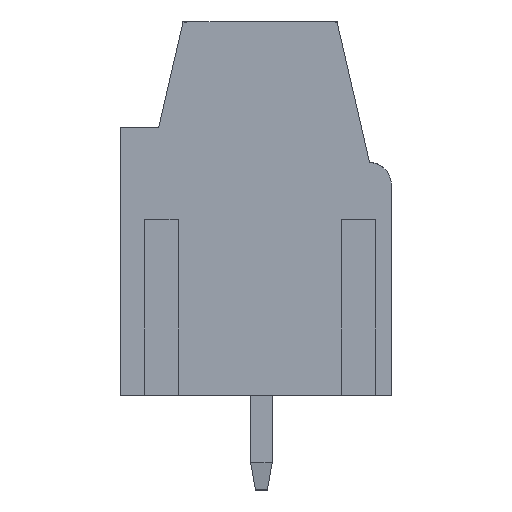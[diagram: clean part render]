
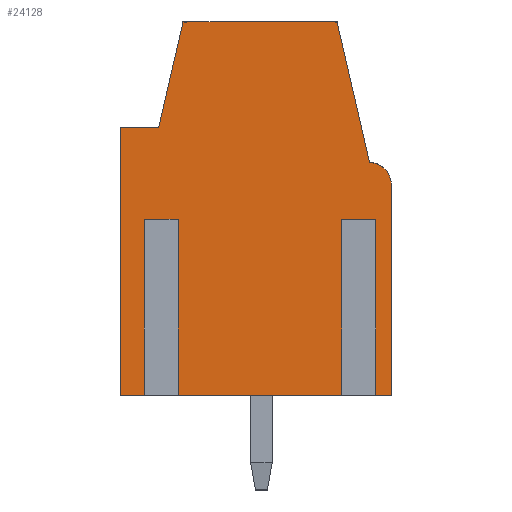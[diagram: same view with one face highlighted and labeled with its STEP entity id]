
A CAD part, left-side view. The second image highlights one B-rep face of the part: STEP entity #24128.
In plain terms, the highlighted planar face has unit normal (-1, 0, 0).
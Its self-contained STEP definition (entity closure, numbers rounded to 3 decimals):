
#24065=AXIS2_PLACEMENT_3D('Plane Axis2P3D',#24062,#24063,#24064) ;
#23097=CARTESIAN_POINT('Vertex',(0.55,0.,3.5)) ;
#23100=CARTESIAN_POINT('Line Origine',(0.55,0.447,3.5)) ;
#23104=CARTESIAN_POINT('Vertex',(0.55,0.894,3.5)) ;
#23125=CARTESIAN_POINT('Vertex',(0.55,1.506,3.5)) ;
#23128=CARTESIAN_POINT('Line Origine',(0.55,4.85,3.5)) ;
#23132=CARTESIAN_POINT('Vertex',(0.55,8.194,3.5)) ;
#23153=CARTESIAN_POINT('Vertex',(0.55,8.806,3.5)) ;
#23156=CARTESIAN_POINT('Line Origine',(0.55,9.403,3.5)) ;
#23160=CARTESIAN_POINT('Vertex',(0.55,10.,3.5)) ;
#23608=CARTESIAN_POINT('Line Origine',(0.55,10.,8.45)) ;
#23612=CARTESIAN_POINT('Vertex',(0.55,10.,13.4)) ;
#23755=CARTESIAN_POINT('Vertex',(0.55,8.6,13.4)) ;
#23758=CARTESIAN_POINT('Line Origine',(0.55,8.15,15.35)) ;
#23762=CARTESIAN_POINT('Vertex',(0.55,7.7,17.3)) ;
#23787=CARTESIAN_POINT('Line Origine',(0.55,4.85,17.3)) ;
#23791=CARTESIAN_POINT('Vertex',(0.55,2.001,17.3)) ;
#23848=CARTESIAN_POINT('Line Origine',(0.55,1.4,14.7)) ;
#23852=CARTESIAN_POINT('Vertex',(0.55,0.8,12.1)) ;
#23874=CARTESIAN_POINT('Control Point',(0.55,0.,11.3)) ;
#23875=CARTESIAN_POINT('Control Point',(0.55,0.,11.614)) ;
#23876=CARTESIAN_POINT('Control Point',(0.55,0.168,11.932)) ;
#23877=CARTESIAN_POINT('Control Point',(0.55,0.486,12.1)) ;
#23878=CARTESIAN_POINT('Control Point',(0.55,0.8,12.1)) ;
#23879=CARTESIAN_POINT('Vertex',(0.55,0.,11.3)) ;
#23900=CARTESIAN_POINT('Line Origine',(0.55,0.,7.4)) ;
#24062=CARTESIAN_POINT('Axis2P3D Location',(0.55,10.,0.)) ;
#24067=CARTESIAN_POINT('Line Origine',(0.55,1.506,6.75)) ;
#24071=CARTESIAN_POINT('Vertex',(0.55,1.506,10.)) ;
#24074=CARTESIAN_POINT('Line Origine',(0.55,1.2,10.)) ;
#24078=CARTESIAN_POINT('Vertex',(0.55,0.894,10.)) ;
#24081=CARTESIAN_POINT('Line Origine',(0.55,0.894,6.75)) ;
#24086=CARTESIAN_POINT('Line Origine',(0.55,9.3,13.4)) ;
#24091=CARTESIAN_POINT('Line Origine',(0.55,8.806,6.75)) ;
#24095=CARTESIAN_POINT('Vertex',(0.55,8.806,10.)) ;
#24098=CARTESIAN_POINT('Line Origine',(0.55,8.5,10.)) ;
#24102=CARTESIAN_POINT('Vertex',(0.55,8.194,10.)) ;
#24105=CARTESIAN_POINT('Line Origine',(0.55,8.194,6.75)) ;
#23101=DIRECTION('Vector Direction',(0.,-1.,0.)) ;
#23129=DIRECTION('Vector Direction',(0.,-1.,0.)) ;
#23157=DIRECTION('Vector Direction',(0.,-1.,0.)) ;
#23609=DIRECTION('Vector Direction',(0.,0.,-1.)) ;
#23759=DIRECTION('Vector Direction',(0.,0.225,-0.974)) ;
#23788=DIRECTION('Vector Direction',(0.,1.,0.)) ;
#23849=DIRECTION('Vector Direction',(0.,0.225,0.974)) ;
#23901=DIRECTION('Vector Direction',(0.,0.,1.)) ;
#24063=DIRECTION('Axis2P3D Direction',(-1.,0.,0.)) ;
#24064=DIRECTION('Axis2P3D XDirection',(0.,1.,0.)) ;
#24068=DIRECTION('Vector Direction',(0.,0.,1.)) ;
#24075=DIRECTION('Vector Direction',(0.,1.,0.)) ;
#24082=DIRECTION('Vector Direction',(0.,0.,1.)) ;
#24087=DIRECTION('Vector Direction',(0.,1.,0.)) ;
#24092=DIRECTION('Vector Direction',(0.,0.,1.)) ;
#24099=DIRECTION('Vector Direction',(0.,1.,0.)) ;
#24106=DIRECTION('Vector Direction',(0.,0.,1.)) ;
#23102=VECTOR('Line Direction',#23101,1.) ;
#23130=VECTOR('Line Direction',#23129,1.) ;
#23158=VECTOR('Line Direction',#23157,1.) ;
#23610=VECTOR('Line Direction',#23609,1.) ;
#23760=VECTOR('Line Direction',#23759,1.) ;
#23789=VECTOR('Line Direction',#23788,1.) ;
#23850=VECTOR('Line Direction',#23849,1.) ;
#23902=VECTOR('Line Direction',#23901,1.) ;
#24069=VECTOR('Line Direction',#24068,1.) ;
#24076=VECTOR('Line Direction',#24075,1.) ;
#24083=VECTOR('Line Direction',#24082,1.) ;
#24088=VECTOR('Line Direction',#24087,1.) ;
#24093=VECTOR('Line Direction',#24092,1.) ;
#24100=VECTOR('Line Direction',#24099,1.) ;
#24107=VECTOR('Line Direction',#24106,1.) ;
#24111=ORIENTED_EDGE('',*,*,#23134,.T.) ;
#24112=ORIENTED_EDGE('',*,*,#24073,.T.) ;
#24113=ORIENTED_EDGE('',*,*,#24080,.F.) ;
#24114=ORIENTED_EDGE('',*,*,#24085,.F.) ;
#24115=ORIENTED_EDGE('',*,*,#23106,.T.) ;
#24116=ORIENTED_EDGE('',*,*,#23904,.T.) ;
#24117=ORIENTED_EDGE('',*,*,#23881,.T.) ;
#24118=ORIENTED_EDGE('',*,*,#23854,.T.) ;
#24119=ORIENTED_EDGE('',*,*,#23793,.T.) ;
#24120=ORIENTED_EDGE('',*,*,#23764,.T.) ;
#24121=ORIENTED_EDGE('',*,*,#24090,.T.) ;
#24122=ORIENTED_EDGE('',*,*,#23614,.T.) ;
#24123=ORIENTED_EDGE('',*,*,#23162,.T.) ;
#24124=ORIENTED_EDGE('',*,*,#24097,.T.) ;
#24125=ORIENTED_EDGE('',*,*,#24104,.F.) ;
#24126=ORIENTED_EDGE('',*,*,#24109,.F.) ;
#24128=ADVANCED_FACE('2',(#24127),#24066,.T.) ;
#23873=B_SPLINE_CURVE_WITH_KNOTS('',4,(#23874,#23875,#23876,#23877,#23878),.UNSPECIFIED.,.F.,.U.,(5,5),(-0.628,0.628),.UNSPECIFIED.) ;
#23106=EDGE_CURVE('',#23105,#23098,#23103,.T.) ;
#23134=EDGE_CURVE('',#23133,#23126,#23131,.T.) ;
#23162=EDGE_CURVE('',#23161,#23154,#23159,.T.) ;
#23614=EDGE_CURVE('',#23613,#23161,#23611,.T.) ;
#23764=EDGE_CURVE('',#23763,#23756,#23761,.T.) ;
#23793=EDGE_CURVE('',#23792,#23763,#23790,.T.) ;
#23854=EDGE_CURVE('',#23853,#23792,#23851,.T.) ;
#23881=EDGE_CURVE('',#23880,#23853,#23873,.T.) ;
#23904=EDGE_CURVE('',#23098,#23880,#23903,.T.) ;
#24073=EDGE_CURVE('',#23126,#24072,#24070,.T.) ;
#24080=EDGE_CURVE('',#24079,#24072,#24077,.T.) ;
#24085=EDGE_CURVE('',#23105,#24079,#24084,.T.) ;
#24090=EDGE_CURVE('',#23756,#23613,#24089,.T.) ;
#24097=EDGE_CURVE('',#23154,#24096,#24094,.T.) ;
#24104=EDGE_CURVE('',#24103,#24096,#24101,.T.) ;
#24109=EDGE_CURVE('',#23133,#24103,#24108,.T.) ;
#24110=EDGE_LOOP('',(#24111,#24112,#24113,#24114,#24115,#24116,#24117,#24118,#24119,#24120,#24121,#24122,#24123,#24124,#24125,#24126)) ;
#24127=FACE_OUTER_BOUND('',#24110,.T.) ;
#23103=LINE('Line',#23100,#23102) ;
#23131=LINE('Line',#23128,#23130) ;
#23159=LINE('Line',#23156,#23158) ;
#23611=LINE('Line',#23608,#23610) ;
#23761=LINE('Line',#23758,#23760) ;
#23790=LINE('Line',#23787,#23789) ;
#23851=LINE('Line',#23848,#23850) ;
#23903=LINE('Line',#23900,#23902) ;
#24070=LINE('Line',#24067,#24069) ;
#24077=LINE('Line',#24074,#24076) ;
#24084=LINE('Line',#24081,#24083) ;
#24089=LINE('Line',#24086,#24088) ;
#24094=LINE('Line',#24091,#24093) ;
#24101=LINE('Line',#24098,#24100) ;
#24108=LINE('Line',#24105,#24107) ;
#24066=PLANE('',#24065) ;
#23098=VERTEX_POINT('',#23097) ;
#23105=VERTEX_POINT('',#23104) ;
#23126=VERTEX_POINT('',#23125) ;
#23133=VERTEX_POINT('',#23132) ;
#23154=VERTEX_POINT('',#23153) ;
#23161=VERTEX_POINT('',#23160) ;
#23613=VERTEX_POINT('',#23612) ;
#23756=VERTEX_POINT('',#23755) ;
#23763=VERTEX_POINT('',#23762) ;
#23792=VERTEX_POINT('',#23791) ;
#23853=VERTEX_POINT('',#23852) ;
#23880=VERTEX_POINT('',#23879) ;
#24072=VERTEX_POINT('',#24071) ;
#24079=VERTEX_POINT('',#24078) ;
#24096=VERTEX_POINT('',#24095) ;
#24103=VERTEX_POINT('',#24102) ;
